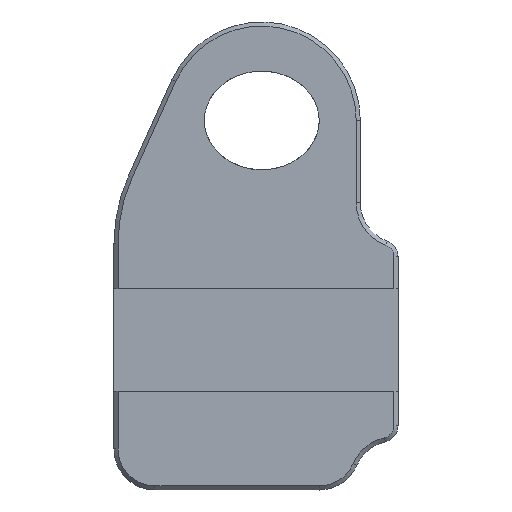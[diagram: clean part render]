
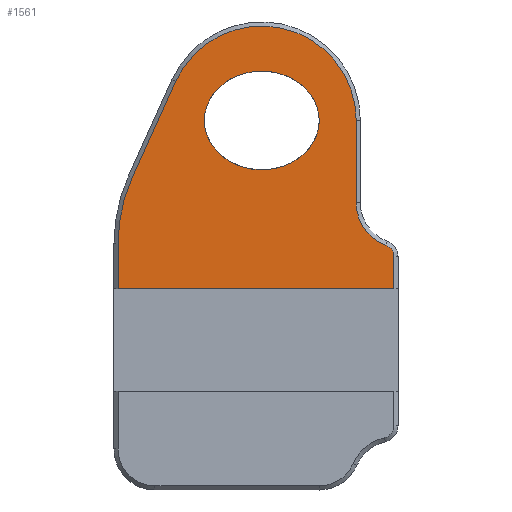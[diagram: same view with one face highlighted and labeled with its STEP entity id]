
A CAD part, front view. The second image highlights one B-rep face of the part: STEP entity #1561.
In plain terms, the highlighted planar face has unit normal (0, -1, 0).
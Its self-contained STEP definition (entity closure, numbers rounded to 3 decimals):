
#34=FACE_BOUND('',#320,.T.);
#57=PLANE('',#1716);
#149=CIRCLE('',#1698,1.5);
#150=CIRCLE('',#1700,5.5);
#151=CIRCLE('',#1703,11.5);
#153=CIRCLE('',#1707,19.5);
#230=FACE_OUTER_BOUND('',#319,.T.);
#319=EDGE_LOOP('',(#1324,#1325,#1326,#1327,#1328,#1329,#1330,#1331,#1332));
#320=EDGE_LOOP('',(#1333));
#441=LINE('',#2514,#609);
#445=LINE('',#2527,#613);
#449=LINE('',#2539,#617);
#453=LINE('',#2549,#621);
#457=LINE('',#2558,#625);
#609=VECTOR('',#2010,10.);
#613=VECTOR('',#2024,10.);
#617=VECTOR('',#2036,10.);
#621=VECTOR('',#2048,10.);
#625=VECTOR('',#2062,10.);
#692=ELLIPSE('',#1616,7.,6.);
#694=VERTEX_POINT('',#2240);
#788=VERTEX_POINT('',#2510);
#789=VERTEX_POINT('',#2512);
#790=VERTEX_POINT('',#2516);
#791=VERTEX_POINT('',#2520);
#793=VERTEX_POINT('',#2525);
#795=VERTEX_POINT('',#2531);
#797=VERTEX_POINT('',#2537);
#798=VERTEX_POINT('',#2542);
#799=VERTEX_POINT('',#2547);
#837=EDGE_CURVE('',#694,#694,#692,.T.);
#970=EDGE_CURVE('',#789,#788,#441,.T.);
#972=EDGE_CURVE('',#790,#789,#149,.T.);
#974=EDGE_CURVE('',#791,#790,#150,.T.);
#976=EDGE_CURVE('',#793,#791,#445,.T.);
#979=EDGE_CURVE('',#795,#793,#151,.T.);
#982=EDGE_CURVE('',#797,#795,#449,.T.);
#985=EDGE_CURVE('',#798,#797,#153,.T.);
#988=EDGE_CURVE('',#799,#798,#453,.T.);
#992=EDGE_CURVE('',#799,#788,#457,.T.);
#1324=ORIENTED_EDGE('',*,*,#988,.F.);
#1325=ORIENTED_EDGE('',*,*,#992,.T.);
#1326=ORIENTED_EDGE('',*,*,#970,.F.);
#1327=ORIENTED_EDGE('',*,*,#972,.F.);
#1328=ORIENTED_EDGE('',*,*,#974,.F.);
#1329=ORIENTED_EDGE('',*,*,#976,.F.);
#1330=ORIENTED_EDGE('',*,*,#979,.F.);
#1331=ORIENTED_EDGE('',*,*,#982,.F.);
#1332=ORIENTED_EDGE('',*,*,#985,.F.);
#1333=ORIENTED_EDGE('',*,*,#837,.T.);
#1561=ADVANCED_FACE('',(#230,#34),#57,.F.);
#1616=AXIS2_PLACEMENT_3D('',#2241,#1763,#1764);
#1698=AXIS2_PLACEMENT_3D('',#2518,#2014,#2015);
#1700=AXIS2_PLACEMENT_3D('',#2522,#2019,#2020);
#1703=AXIS2_PLACEMENT_3D('',#2533,#2029,#2030);
#1707=AXIS2_PLACEMENT_3D('',#2544,#2041,#2042);
#1716=AXIS2_PLACEMENT_3D('',#2561,#2066,#2067);
#1763=DIRECTION('center_axis',(0.,1.,0.));
#1764=DIRECTION('ref_axis',(1.,0.,0.));
#2010=DIRECTION('',(0.,0.,-1.));
#2014=DIRECTION('center_axis',(0.,1.,0.));
#2015=DIRECTION('ref_axis',(1.,0.,0.));
#2019=DIRECTION('center_axis',(0.,-1.,0.));
#2020=DIRECTION('ref_axis',(-1.,0.,0.));
#2024=DIRECTION('',(0.,0.,-1.));
#2029=DIRECTION('center_axis',(0.,1.,0.));
#2030=DIRECTION('ref_axis',(-0.911,0.,0.412));
#2036=DIRECTION('',(0.412,0.,0.911));
#2041=DIRECTION('center_axis',(0.,1.,0.));
#2042=DIRECTION('ref_axis',(-1.,0.,0.));
#2048=DIRECTION('',(0.,0.,1.));
#2062=DIRECTION('',(1.,0.,0.));
#2066=DIRECTION('center_axis',(0.,1.,0.));
#2067=DIRECTION('ref_axis',(1.,0.,0.));
#2240=CARTESIAN_POINT('',(11.,-19.,45.));
#2241=CARTESIAN_POINT('Origin',(18.,-19.,45.));
#2510=CARTESIAN_POINT('',(34.1,-19.,24.5));
#2512=CARTESIAN_POINT('',(34.1,-19.,28.408));
#2514=CARTESIAN_POINT('',(34.1,-19.,6.411));
#2516=CARTESIAN_POINT('',(33.114,-19.,29.817));
#2518=CARTESIAN_POINT('Origin',(32.6,-19.,28.408));
#2520=CARTESIAN_POINT('',(29.5,-19.,34.984));
#2522=CARTESIAN_POINT('Origin',(35.,-19.,34.984));
#2525=CARTESIAN_POINT('',(29.5,-19.,45.));
#2527=CARTESIAN_POINT('',(29.5,-19.,7.5));
#2531=CARTESIAN_POINT('',(7.521,-19.,49.736));
#2533=CARTESIAN_POINT('Origin',(18.,-19.,45.));
#2537=CARTESIAN_POINT('',(2.23,-19.,38.031));
#2539=CARTESIAN_POINT('',(-0.24,-19.,32.565));
#2542=CARTESIAN_POINT('',(0.5,-19.,30.));
#2544=CARTESIAN_POINT('Origin',(20.,-19.,30.));
#2547=CARTESIAN_POINT('',(0.5,-19.,24.5));
#2549=CARTESIAN_POINT('',(0.5,-19.,15.75));
#2558=CARTESIAN_POINT('',(0.,-19.,24.5));
#2561=CARTESIAN_POINT('Origin',(15.,-19.,5.));
